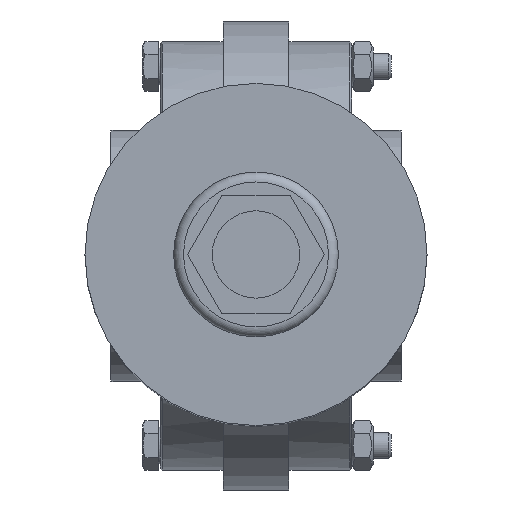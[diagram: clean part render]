
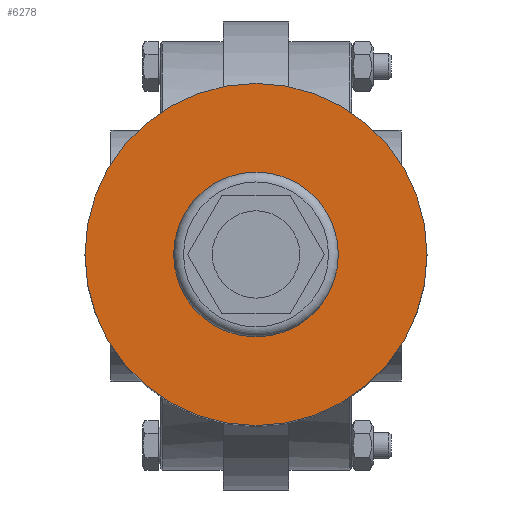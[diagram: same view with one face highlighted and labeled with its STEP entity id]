
A CAD part, top view. The second image highlights one B-rep face of the part: STEP entity #6278.
In plain terms, the highlighted planar face has unit normal (0, 0, 1).
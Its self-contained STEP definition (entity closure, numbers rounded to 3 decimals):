
#6251=CARTESIAN_POINT('',(0.,0.,262.));
#6252=DIRECTION('',(0.0,0.0,-1.0));
#6253=DIRECTION('',(1.0,0.0,0.0));
#6254=AXIS2_PLACEMENT_3D('',#6251,#6252,#6253);
#6255=PLANE('',#6254);
#6256=CARTESIAN_POINT('',(-51.9,0.,262.));
#6257=VERTEX_POINT('',#6256);
#6258=CARTESIAN_POINT('',(0.,0.,262.));
#6259=DIRECTION('',(0.0,0.0,-1.0));
#6260=DIRECTION('',(1.0,0.0,0.0));
#6261=AXIS2_PLACEMENT_3D('',#6258,#6259,#6260);
#6262=CIRCLE('',#6261,51.9);
#6263=EDGE_CURVE('',#6257,#6257,#6262,.T.);
#6264=ORIENTED_EDGE('',*,*,#6263,.F.);
#6265=EDGE_LOOP('',(#6264));
#6266=FACE_OUTER_BOUND('',#6265,.T.);
#6267=CARTESIAN_POINT('',(0.,-25.,262.));
#6268=VERTEX_POINT('',#6267);
#6269=CARTESIAN_POINT('',(0.,0.,262.));
#6270=DIRECTION('',(0.0,0.0,-1.0));
#6271=DIRECTION('',(0.0,-1.0,0.0));
#6272=AXIS2_PLACEMENT_3D('',#6269,#6270,#6271);
#6273=CIRCLE('',#6272,25.0);
#6274=EDGE_CURVE('',#6268,#6268,#6273,.T.);
#6275=ORIENTED_EDGE('',*,*,#6274,.T.);
#6276=EDGE_LOOP('',(#6275));
#6277=FACE_BOUND('',#6276,.T.);
#6278=ADVANCED_FACE('',(#6266,#6277),#6255,.F.);
